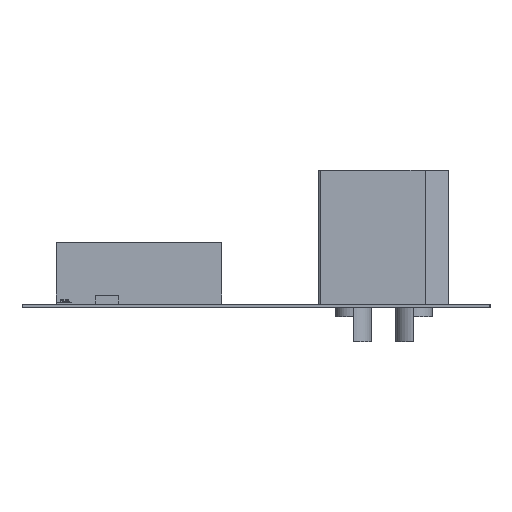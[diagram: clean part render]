
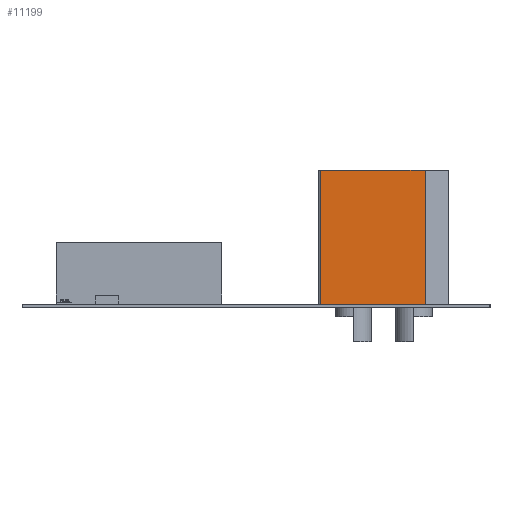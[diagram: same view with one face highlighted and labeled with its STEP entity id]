
A CAD part, left-side view. The second image highlights one B-rep face of the part: STEP entity #11199.
In plain terms, the highlighted face is planar.
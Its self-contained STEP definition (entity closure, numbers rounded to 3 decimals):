
#11173 = VERTEX_POINT('',#11174);
#11174 = CARTESIAN_POINT('',(4.05,4.95,0.));
#11180 = EDGE_CURVE('',#11181,#11173,#11183,.T.);
#11181 = VERTEX_POINT('',#11182);
#11182 = CARTESIAN_POINT('',(4.05,4.95,-16.));
#11183 = LINE('',#11184,#11185);
#11184 = CARTESIAN_POINT('',(4.05,4.95,-16.));
#11185 = VECTOR('',#11186,1.);
#11186 = DIRECTION('',(0.,0.,1.));
#11199 = ADVANCED_FACE('',(#11200),#11225,.T.);
#11200 = FACE_BOUND('',#11201,.T.);
#11201 = EDGE_LOOP('',(#11202,#11210,#11218,#11224));
#11202 = ORIENTED_EDGE('',*,*,#11203,.F.);
#11203 = EDGE_CURVE('',#11204,#11173,#11206,.T.);
#11204 = VERTEX_POINT('',#11205);
#11205 = CARTESIAN_POINT('',(4.05,-7.55,0.));
#11206 = LINE('',#11207,#11208);
#11207 = CARTESIAN_POINT('',(4.05,-7.55,0.));
#11208 = VECTOR('',#11209,1.);
#11209 = DIRECTION('',(0.,1.,0.));
#11210 = ORIENTED_EDGE('',*,*,#11211,.F.);
#11211 = EDGE_CURVE('',#11212,#11204,#11214,.T.);
#11212 = VERTEX_POINT('',#11213);
#11213 = CARTESIAN_POINT('',(4.05,-7.55,-16.));
#11214 = LINE('',#11215,#11216);
#11215 = CARTESIAN_POINT('',(4.05,-7.55,-16.));
#11216 = VECTOR('',#11217,1.);
#11217 = DIRECTION('',(0.,0.,1.));
#11218 = ORIENTED_EDGE('',*,*,#11219,.T.);
#11219 = EDGE_CURVE('',#11212,#11181,#11220,.T.);
#11220 = LINE('',#11221,#11222);
#11221 = CARTESIAN_POINT('',(4.05,-7.55,-16.));
#11222 = VECTOR('',#11223,1.);
#11223 = DIRECTION('',(0.,1.,0.));
#11224 = ORIENTED_EDGE('',*,*,#11180,.T.);
#11225 = PLANE('',#11226);
#11226 = AXIS2_PLACEMENT_3D('',#11227,#11228,#11229);
#11227 = CARTESIAN_POINT('',(4.05,-7.55,-16.));
#11228 = DIRECTION('',(1.,0.,0.));
#11229 = DIRECTION('',(0.,1.,0.));
